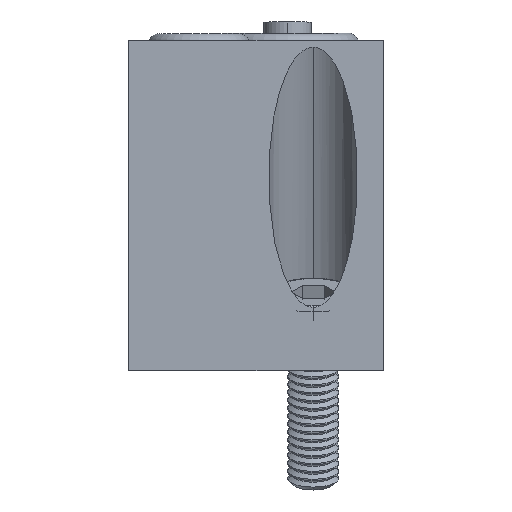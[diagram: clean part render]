
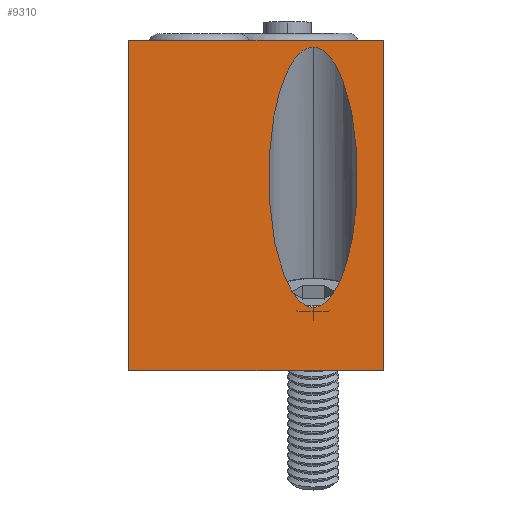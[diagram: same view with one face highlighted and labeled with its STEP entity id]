
A CAD part, left-side view. The second image highlights one B-rep face of the part: STEP entity #9310.
In plain terms, the highlighted planar face has unit normal (-1, 0, 0).
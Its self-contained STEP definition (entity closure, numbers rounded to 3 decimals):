
#98 = VECTOR ( 'NONE', #679, 1000. ) ;
#214 = VERTEX_POINT ( 'NONE', #1090 ) ;
#679 = DIRECTION ( 'NONE',  ( 0., 1., 0. ) ) ;
#1052 = CARTESIAN_POINT ( 'NONE',  ( 19.019, 61.876, 58.329 ) ) ;
#1090 = CARTESIAN_POINT ( 'NONE',  ( 19.019, 61.876, 58.329 ) ) ;
#1281 = CARTESIAN_POINT ( 'NONE',  ( 19.019, 54.876, 58.329 ) ) ;
#1783 = CARTESIAN_POINT ( 'NONE',  ( 19.019, 56.376, 53.334 ) ) ;
#2418 = ORIENTED_EDGE ( 'NONE', *, *, #4765, .T. ) ;
#2589 = CARTESIAN_POINT ( 'NONE',  ( 19.019, 76.376, 53.334 ) ) ;
#2661 = VECTOR ( 'NONE', #6262, 1000. ) ;
#2724 = EDGE_LOOP ( 'NONE', ( #4262, #9539 ) ) ;
#2940 = DIRECTION ( 'NONE',  ( 1., 0., 0. ) ) ;
#3099 = CARTESIAN_POINT ( 'NONE',  ( 19.019, 61.876, 78.796 ) ) ;
#3147 = CARTESIAN_POINT ( 'NONE',  ( 19.019, 68.876, 78.796 ) ) ;
#3228 = LINE ( 'NONE', #13938, #98 ) ;
#3537 = VECTOR ( 'NONE', #11794, 1000. ) ;
#4032 = CARTESIAN_POINT ( 'NONE',  ( 19.019, 56.376, 53.334 ) ) ;
#4262 = ORIENTED_EDGE ( 'NONE', *, *, #12299, .F. ) ;
#4700 = VERTEX_POINT ( 'NONE', #9490 ) ;
#4765 = EDGE_CURVE ( 'NONE', #7094, #13761, #7868, .T. ) ;
#4860 = AXIS2_PLACEMENT_3D ( 'NONE', #1783, #2940, #10482 ) ;
#5874 = EDGE_CURVE ( 'NONE', #4700, #9327, #14068, .T. ) ;
#5895 = DIRECTION ( 'NONE',  ( 0., 0., 1. ) ) ;
#6190 = FACE_BOUND ( 'NONE', #2724, .T. ) ;
#6218 = CARTESIAN_POINT ( 'NONE',  ( 19.019, 56.376, 53.334 ) ) ;
#6262 = DIRECTION ( 'NONE',  ( 0., 1., 0. ) ) ;
#6761 =( BOUNDED_CURVE ( )  B_SPLINE_CURVE ( 3, ( #13407, #1281, #10864, #7570 ),
 .UNSPECIFIED., .F., .T. ) 
 B_SPLINE_CURVE_WITH_KNOTS ( ( 4, 4 ),
 ( 3.142, 6.283 ),
 .UNSPECIFIED. ) 
 CURVE ( )  GEOMETRIC_REPRESENTATION_ITEM ( )  RATIONAL_B_SPLINE_CURVE ( ( 1., 0.333, 0.333, 1. ) ) 
 REPRESENTATION_ITEM ( '' )  );
#6870 = ORIENTED_EDGE ( 'NONE', *, *, #11344, .F. ) ;
#7094 = VERTEX_POINT ( 'NONE', #7639 ) ;
#7333 = CARTESIAN_POINT ( 'NONE',  ( 19.019, 56.376, 79.334 ) ) ;
#7385 =( BOUNDED_CURVE ( )  B_SPLINE_CURVE ( 3, ( #3099, #3147, #7743, #1052 ),
 .UNSPECIFIED., .F., .T. ) 
 B_SPLINE_CURVE_WITH_KNOTS ( ( 4, 4 ),
 ( 0., 3.142 ),
 .UNSPECIFIED. ) 
 CURVE ( )  GEOMETRIC_REPRESENTATION_ITEM ( )  RATIONAL_B_SPLINE_CURVE ( ( 1., 0.333, 0.333, 1. ) ) 
 REPRESENTATION_ITEM ( '' )  );
#7457 = LINE ( 'NONE', #6218, #2661 ) ;
#7570 = CARTESIAN_POINT ( 'NONE',  ( 19.019, 61.876, 78.796 ) ) ;
#7639 = CARTESIAN_POINT ( 'NONE',  ( 19.019, 56.376, 53.334 ) ) ;
#7743 = CARTESIAN_POINT ( 'NONE',  ( 19.019, 68.876, 58.329 ) ) ;
#7868 = LINE ( 'NONE', #4032, #3537 ) ;
#7888 = EDGE_CURVE ( 'NONE', #13761, #9327, #3228, .T. ) ;
#8348 = PLANE ( 'NONE',  #4860 ) ;
#9310 = ADVANCED_FACE ( 'NONE', ( #6190, #11712 ), #8348, .F. ) ;
#9327 = VERTEX_POINT ( 'NONE', #9564 ) ;
#9490 = CARTESIAN_POINT ( 'NONE',  ( 19.019, 76.376, 53.334 ) ) ;
#9539 = ORIENTED_EDGE ( 'NONE', *, *, #10531, .F. ) ;
#9564 = CARTESIAN_POINT ( 'NONE',  ( 19.019, 76.376, 79.334 ) ) ;
#10482 = DIRECTION ( 'NONE',  ( 0., 0., -1. ) ) ;
#10531 = EDGE_CURVE ( 'NONE', #214, #11106, #6761, .T. ) ;
#10864 = CARTESIAN_POINT ( 'NONE',  ( 19.019, 54.876, 78.796 ) ) ;
#10920 = EDGE_LOOP ( 'NONE', ( #12645, #11628, #6870, #2418 ) ) ;
#11106 = VERTEX_POINT ( 'NONE', #13503 ) ;
#11344 = EDGE_CURVE ( 'NONE', #7094, #4700, #7457, .T. ) ;
#11478 = VECTOR ( 'NONE', #5895, 1000. ) ;
#11628 = ORIENTED_EDGE ( 'NONE', *, *, #5874, .F. ) ;
#11712 = FACE_OUTER_BOUND ( 'NONE', #10920, .T. ) ;
#11794 = DIRECTION ( 'NONE',  ( 0., 0., 1. ) ) ;
#12299 = EDGE_CURVE ( 'NONE', #11106, #214, #7385, .T. ) ;
#12645 = ORIENTED_EDGE ( 'NONE', *, *, #7888, .T. ) ;
#13407 = CARTESIAN_POINT ( 'NONE',  ( 19.019, 61.876, 58.329 ) ) ;
#13503 = CARTESIAN_POINT ( 'NONE',  ( 19.019, 61.876, 78.796 ) ) ;
#13761 = VERTEX_POINT ( 'NONE', #7333 ) ;
#13938 = CARTESIAN_POINT ( 'NONE',  ( 19.019, 56.376, 79.334 ) ) ;
#14068 = LINE ( 'NONE', #2589, #11478 ) ;
